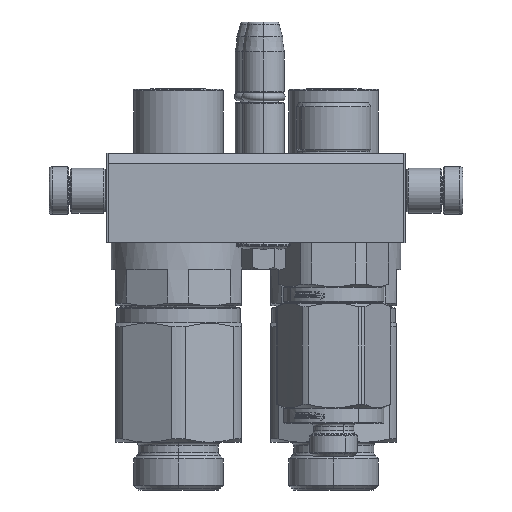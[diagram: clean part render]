
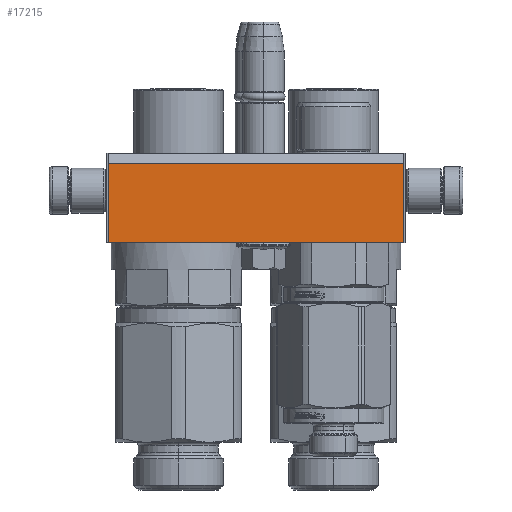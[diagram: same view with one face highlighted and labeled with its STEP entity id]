
A CAD part, left-side view. The second image highlights one B-rep face of the part: STEP entity #17215.
In plain terms, the highlighted face is planar.
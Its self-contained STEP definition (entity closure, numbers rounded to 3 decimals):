
#877 = LINE ( 'NONE', #59582, #45817 ) ;
#2720 = VECTOR ( 'NONE', #14534, 1000. ) ;
#2882 = CARTESIAN_POINT ( 'NONE',  ( -49.5, 11.536, 56. ) ) ;
#4667 = EDGE_CURVE ( 'NONE', #57581, #51360, #877, .T. ) ;
#4719 = AXIS2_PLACEMENT_3D ( 'NONE', #20017, #66533, #40244 ) ;
#5497 = LINE ( 'NONE', #56949, #38392 ) ;
#5967 = ORIENTED_EDGE ( 'NONE', *, *, #4667, .T. ) ;
#6805 = VERTEX_POINT ( 'NONE', #46685 ) ;
#9251 = PLANE ( 'NONE',  #4719 ) ;
#13899 = ORIENTED_EDGE ( 'NONE', *, *, #52570, .F. ) ;
#14534 = DIRECTION ( 'NONE',  ( 1., 0., 0. ) ) ;
#15937 = LINE ( 'NONE', #30301, #48800 ) ;
#17215 = ADVANCED_FACE ( 'NONE', ( #57185 ), #9251, .T. ) ;
#20017 = CARTESIAN_POINT ( 'NONE',  ( -50., -15., 56. ) ) ;
#24334 = ORIENTED_EDGE ( 'NONE', *, *, #26216, .F. ) ;
#26216 = EDGE_CURVE ( 'NONE', #6805, #64038, #5497, .T. ) ;
#30301 = CARTESIAN_POINT ( 'NONE',  ( -49.5, 11.536, 56. ) ) ;
#32327 = ORIENTED_EDGE ( 'NONE', *, *, #43707, .T. ) ;
#37254 = LINE ( 'NONE', #65758, #2720 ) ;
#38392 = VECTOR ( 'NONE', #42126, 1000. ) ;
#40244 = DIRECTION ( 'NONE',  ( 1., 0., 0. ) ) ;
#42126 = DIRECTION ( 'NONE',  ( 0., 1., 0. ) ) ;
#43707 = EDGE_CURVE ( 'NONE', #6805, #57581, #37254, .T. ) ;
#45740 = DIRECTION ( 'NONE',  ( 1., 0., 0. ) ) ;
#45817 = VECTOR ( 'NONE', #46914, 1000. ) ;
#46623 = CARTESIAN_POINT ( 'NONE',  ( 49.5, -15., 56. ) ) ;
#46685 = CARTESIAN_POINT ( 'NONE',  ( -49.5, -15., 56. ) ) ;
#46914 = DIRECTION ( 'NONE',  ( 0., 1., 0. ) ) ;
#48800 = VECTOR ( 'NONE', #45740, 1000. ) ;
#51360 = VERTEX_POINT ( 'NONE', #61909 ) ;
#52570 = EDGE_CURVE ( 'NONE', #64038, #51360, #15937, .T. ) ;
#55980 = EDGE_LOOP ( 'NONE', ( #32327, #5967, #13899, #24334 ) ) ;
#56949 = CARTESIAN_POINT ( 'NONE',  ( -49.5, -15., 56. ) ) ;
#57185 = FACE_OUTER_BOUND ( 'NONE', #55980, .T. ) ;
#57581 = VERTEX_POINT ( 'NONE', #46623 ) ;
#59582 = CARTESIAN_POINT ( 'NONE',  ( 49.5, -15., 56. ) ) ;
#61909 = CARTESIAN_POINT ( 'NONE',  ( 49.5, 11.536, 56. ) ) ;
#64038 = VERTEX_POINT ( 'NONE', #2882 ) ;
#65758 = CARTESIAN_POINT ( 'NONE',  ( -49.5, -15., 56. ) ) ;
#66533 = DIRECTION ( 'NONE',  ( 0., 0., 1. ) ) ;
